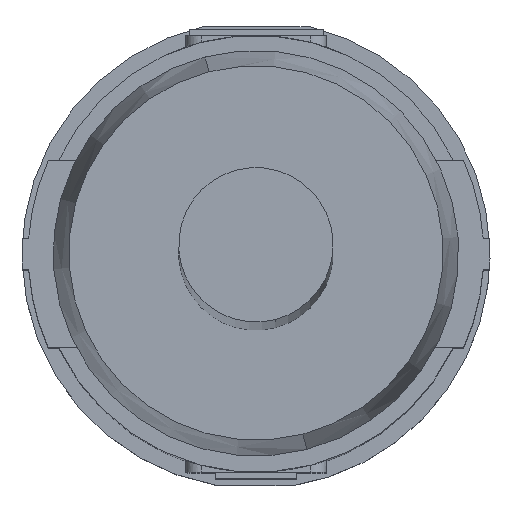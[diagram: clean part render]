
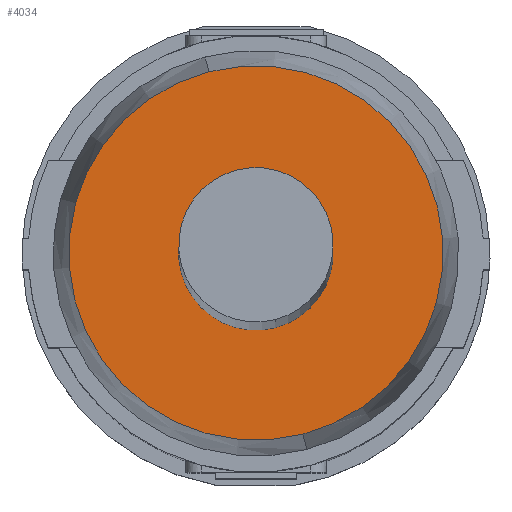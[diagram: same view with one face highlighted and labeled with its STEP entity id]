
A CAD part, top view. The second image highlights one B-rep face of the part: STEP entity #4034.
In plain terms, the highlighted face is planar.
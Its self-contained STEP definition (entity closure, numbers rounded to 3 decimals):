
#536 = ORIENTED_EDGE ( 'NONE', *, *, #1715, .F. ) ;
#857 = EDGE_LOOP ( 'NONE', ( #7606, #5402 ) ) ;
#1100 = DIRECTION ( 'NONE',  ( 0.015, 0.015, 1. ) ) ;
#1186 = ORIENTED_EDGE ( 'NONE', *, *, #7121, .F. ) ;
#1236 = DIRECTION ( 'NONE',  ( 0., -1., 0.015 ) ) ;
#1272 = DIRECTION ( 'NONE',  ( 0.015, 0.015, 1. ) ) ;
#1519 = VERTEX_POINT ( 'NONE', #4689 ) ;
#1547 = VERTEX_POINT ( 'NONE', #1939 ) ;
#1563 = AXIS2_PLACEMENT_3D ( 'NONE', #2042, #3257, #5808 ) ;
#1569 = FACE_OUTER_BOUND ( 'NONE', #5091, .T. ) ;
#1715 = EDGE_CURVE ( 'NONE', #1547, #1519, #3522, .T. ) ;
#1730 = FACE_BOUND ( 'NONE', #857, .T. ) ;
#1939 = CARTESIAN_POINT ( 'NONE',  ( 20.479, 37.709, -8.317 ) ) ;
#2042 = CARTESIAN_POINT ( 'NONE',  ( 20.479, 31.71, -8.227 ) ) ;
#2822 = CARTESIAN_POINT ( 'NONE',  ( 20.479, 31.71, -8.227 ) ) ;
#3119 = AXIS2_PLACEMENT_3D ( 'NONE', #8124, #4425, #1236 ) ;
#3257 = DIRECTION ( 'NONE',  ( -0.015, -0.015, -1. ) ) ;
#3522 = CIRCLE ( 'NONE', #3119, 6. ) ;
#3569 = DIRECTION ( 'NONE',  ( 0.015, 0.015, 1. ) ) ;
#3808 = AXIS2_PLACEMENT_3D ( 'NONE', #2822, #3569, #7397 ) ;
#3827 = CARTESIAN_POINT ( 'NONE',  ( 20.479, 31.71, -8.227 ) ) ;
#4034 = ADVANCED_FACE ( 'NONE', ( #1730, #1569 ), #6124, .T. ) ;
#4059 = VERTEX_POINT ( 'NONE', #4877 ) ;
#4124 = EDGE_CURVE ( 'NONE', #6435, #4059, #7116, .T. ) ;
#4250 = CARTESIAN_POINT ( 'NONE',  ( 23.405, 33.17, -8.292 ) ) ;
#4391 = EDGE_CURVE ( 'NONE', #4059, #6435, #7258, .T. ) ;
#4425 = DIRECTION ( 'NONE',  ( -0.015, -0.015, -1. ) ) ;
#4453 = DIRECTION ( 'NONE',  ( 0., -1., 0.015 ) ) ;
#4689 = CARTESIAN_POINT ( 'NONE',  ( 20.479, 25.71, -8.137 ) ) ;
#4761 = DIRECTION ( 'NONE',  ( 0.713, -0.701, 0. ) ) ;
#4874 = AXIS2_PLACEMENT_3D ( 'NONE', #3827, #1272, #4453 ) ;
#4877 = CARTESIAN_POINT ( 'NONE',  ( 20.479, 34.184, -8.264 ) ) ;
#5091 = EDGE_LOOP ( 'NONE', ( #1186, #536 ) ) ;
#5402 = ORIENTED_EDGE ( 'NONE', *, *, #4124, .F. ) ;
#5808 = DIRECTION ( 'NONE',  ( 0., -1., 0.015 ) ) ;
#6068 = AXIS2_PLACEMENT_3D ( 'NONE', #4250, #1100, #4761 ) ;
#6124 = PLANE ( 'NONE',  #6068 ) ;
#6435 = VERTEX_POINT ( 'NONE', #6968 ) ;
#6763 = CIRCLE ( 'NONE', #1563, 6. ) ;
#6968 = CARTESIAN_POINT ( 'NONE',  ( 20.479, 29.235, -8.19 ) ) ;
#7116 = CIRCLE ( 'NONE', #4874, 2.475 ) ;
#7121 = EDGE_CURVE ( 'NONE', #1519, #1547, #6763, .T. ) ;
#7258 = CIRCLE ( 'NONE', #3808, 2.475 ) ;
#7397 = DIRECTION ( 'NONE',  ( 0., -1., 0.015 ) ) ;
#7606 = ORIENTED_EDGE ( 'NONE', *, *, #4391, .F. ) ;
#8124 = CARTESIAN_POINT ( 'NONE',  ( 20.479, 31.71, -8.227 ) ) ;
